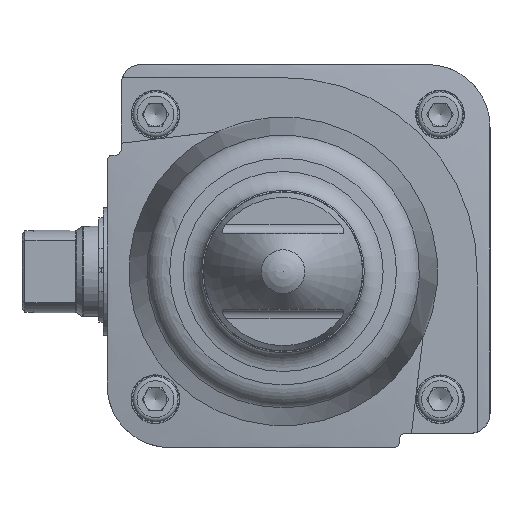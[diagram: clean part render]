
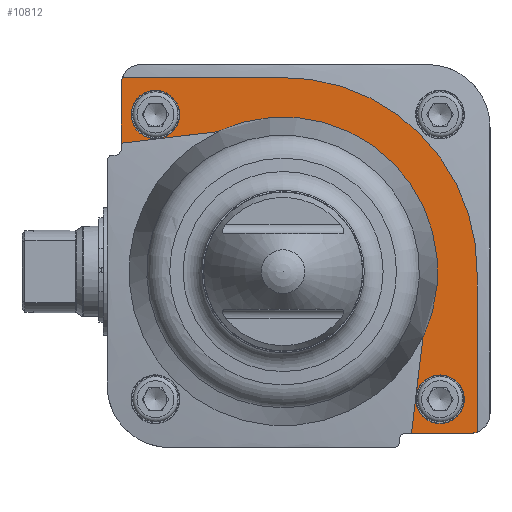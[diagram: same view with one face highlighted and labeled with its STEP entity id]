
A CAD part, left-side view. The second image highlights one B-rep face of the part: STEP entity #10812.
In plain terms, the highlighted planar face has unit normal (-1, 0, 0).
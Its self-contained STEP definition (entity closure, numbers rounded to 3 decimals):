
#345=LINE('',#15230,#877);
#481=LINE('',#15925,#1013);
#493=LINE('',#15948,#1025);
#502=LINE('',#15981,#1034);
#505=LINE('',#15989,#1037);
#506=LINE('',#15996,#1038);
#877=VECTOR('',#12460,1000.);
#1013=VECTOR('',#12888,1000.);
#1025=VECTOR('',#12920,1000.);
#1034=VECTOR('',#12957,1000.);
#1037=VECTOR('',#12966,1000.);
#1038=VECTOR('',#12969,1000.);
#2487=ORIENTED_EDGE('',*,*,#4192,.F.);
#2488=ORIENTED_EDGE('',*,*,#4193,.F.);
#2489=ORIENTED_EDGE('',*,*,#4191,.F.);
#2490=ORIENTED_EDGE('',*,*,#4194,.T.);
#2491=ORIENTED_EDGE('',*,*,#3907,.F.);
#2492=ORIENTED_EDGE('',*,*,#4170,.T.);
#2493=ORIENTED_EDGE('',*,*,#4172,.T.);
#2494=ORIENTED_EDGE('',*,*,#4189,.F.);
#2495=ORIENTED_EDGE('',*,*,#4187,.F.);
#2496=ORIENTED_EDGE('',*,*,#4185,.F.);
#2497=ORIENTED_EDGE('',*,*,#4156,.T.);
#2498=ORIENTED_EDGE('',*,*,#4158,.T.);
#3907=EDGE_CURVE('',#4868,#4869,#345,.T.);
#4156=EDGE_CURVE('',#5054,#5055,#5543,.F.);
#4158=EDGE_CURVE('',#5055,#5056,#481,.T.);
#4170=EDGE_CURVE('',#4868,#5057,#493,.T.);
#4172=EDGE_CURVE('',#5057,#5058,#5544,.F.);
#4185=EDGE_CURVE('',#5054,#5064,#502,.T.);
#4187=EDGE_CURVE('',#5064,#5065,#5549,.T.);
#4189=EDGE_CURVE('',#5065,#5058,#505,.T.);
#4191=EDGE_CURVE('',#5066,#5056,#506,.T.);
#4192=EDGE_CURVE('',#5067,#5067,#5550,.F.);
#4193=EDGE_CURVE('',#5068,#5068,#5551,.F.);
#4194=EDGE_CURVE('',#5066,#4869,#5552,.T.);
#4868=VERTEX_POINT('',#15231);
#4869=VERTEX_POINT('',#15232);
#5054=VERTEX_POINT('',#15918);
#5055=VERTEX_POINT('',#15920);
#5056=VERTEX_POINT('',#15924);
#5057=VERTEX_POINT('',#15947);
#5058=VERTEX_POINT('',#15951);
#5064=VERTEX_POINT('',#15982);
#5065=VERTEX_POINT('',#15986);
#5066=VERTEX_POINT('',#15995);
#5067=VERTEX_POINT('',#15999);
#5068=VERTEX_POINT('',#16001);
#5543=CIRCLE('',#11451,7.);
#5544=CIRCLE('',#11464,7.);
#5549=CIRCLE('',#11478,68.39);
#5550=CIRCLE('',#11482,8.551);
#5551=CIRCLE('',#11483,8.551);
#5552=CIRCLE('',#11484,54.473);
#5938=EDGE_LOOP('',(#2487));
#5939=EDGE_LOOP('',(#2488));
#5940=EDGE_LOOP('',(#2489,#2490,#2491,#2492,#2493,#2494,#2495,#2496,#2497,
#2498));
#6582=FACE_BOUND('',#5938,.T.);
#6583=FACE_BOUND('',#5939,.T.);
#6584=FACE_BOUND('',#5940,.T.);
#7118=PLANE('',#11481);
#10812=ADVANCED_FACE('',(#6582,#6583,#6584),#7118,.F.);
#11451=AXIS2_PLACEMENT_3D('',#15921,#12883,#12884);
#11464=AXIS2_PLACEMENT_3D('',#15952,#12924,#12925);
#11478=AXIS2_PLACEMENT_3D('',#15985,#12961,#12962);
#11481=AXIS2_PLACEMENT_3D('',#15997,#12970,#12971);
#11482=AXIS2_PLACEMENT_3D('',#15998,#12972,#12973);
#11483=AXIS2_PLACEMENT_3D('',#16000,#12974,#12975);
#11484=AXIS2_PLACEMENT_3D('',#16002,#12976,#12977);
#12460=DIRECTION('',(0.,-0.119,0.993));
#12883=DIRECTION('',(1.,0.,0.));
#12884=DIRECTION('',(0.,0.,-1.));
#12888=DIRECTION('',(0.,0.,-1.));
#12920=DIRECTION('',(0.,-1.,0.));
#12924=DIRECTION('',(1.,0.,0.));
#12925=DIRECTION('',(0.,0.,-1.));
#12957=DIRECTION('',(0.,-1.,0.));
#12961=DIRECTION('',(1.,0.,0.));
#12962=DIRECTION('',(0.,0.,-1.));
#12966=DIRECTION('',(0.,0.,-1.));
#12969=DIRECTION('',(0.,0.993,-0.119));
#12970=DIRECTION('',(1.,0.,0.));
#12971=DIRECTION('',(0.,0.,-1.));
#12972=DIRECTION('',(1.,0.,0.));
#12973=DIRECTION('',(0.,0.,-1.));
#12974=DIRECTION('',(1.,0.,0.));
#12975=DIRECTION('',(0.,0.,-1.));
#12976=DIRECTION('',(1.,0.,0.));
#12977=DIRECTION('',(0.,0.,-1.));
#15230=CARTESIAN_POINT('',(-139.7,-43.664,-70.));
#15231=CARTESIAN_POINT('',(-139.7,-45.224,-57.));
#15232=CARTESIAN_POINT('',(-139.7,-49.275,-23.221));
#15918=CARTESIAN_POINT('',(-139.7,56.546,68.38));
#15920=CARTESIAN_POINT('',(-139.7,57.,65.9));
#15921=CARTESIAN_POINT('',(-139.7,50.,65.9));
#15924=CARTESIAN_POINT('',(-139.7,57.,45.206));
#15925=CARTESIAN_POINT('',(-139.7,57.,43.2));
#15947=CARTESIAN_POINT('',(-139.7,-65.9,-57.));
#15948=CARTESIAN_POINT('',(-139.7,-65.9,-57.));
#15951=CARTESIAN_POINT('',(-139.7,-68.38,-56.546));
#15952=CARTESIAN_POINT('',(-139.7,-65.9,-50.));
#15981=CARTESIAN_POINT('',(-139.7,70.,68.38));
#15982=CARTESIAN_POINT('',(-139.7,1.18,68.38));
#15985=CARTESIAN_POINT('',(-139.7,0.,0.));
#15986=CARTESIAN_POINT('',(-139.7,-68.38,-1.18));
#15989=CARTESIAN_POINT('',(-139.7,-68.38,-1.18));
#15995=CARTESIAN_POINT('',(-139.7,23.236,49.268));
#15996=CARTESIAN_POINT('',(-139.7,8.17,51.081));
#15997=CARTESIAN_POINT('',(-139.7,0.,0.));
#15998=CARTESIAN_POINT('',(-139.7,45.,55.3));
#15999=CARTESIAN_POINT('',(-139.7,45.,46.749));
#16000=CARTESIAN_POINT('',(-139.7,-55.3,-45.));
#16001=CARTESIAN_POINT('',(-139.7,-55.3,-53.551));
#16002=CARTESIAN_POINT('',(-139.7,0.,0.));
